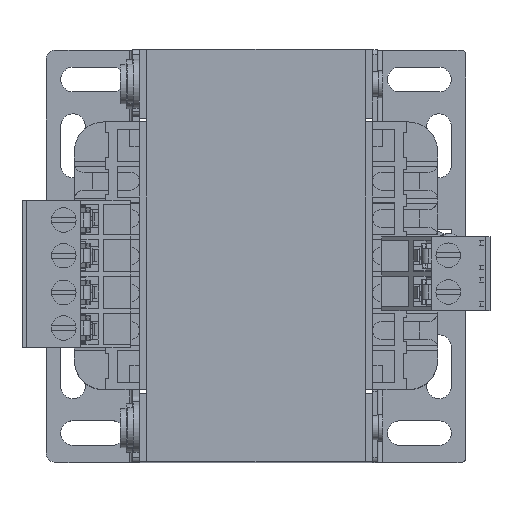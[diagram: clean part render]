
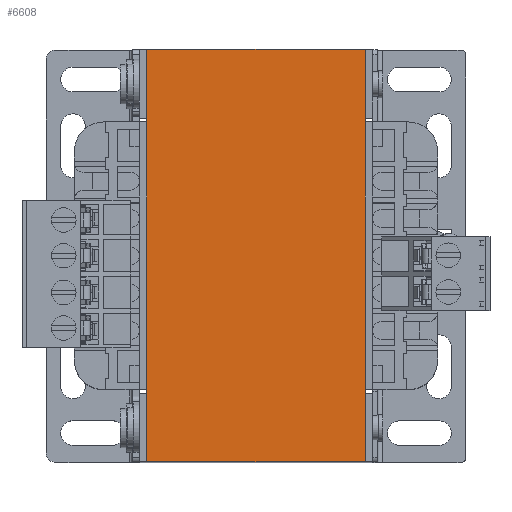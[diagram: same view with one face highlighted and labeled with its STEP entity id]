
A CAD part, top view. The second image highlights one B-rep face of the part: STEP entity #6608.
In plain terms, the highlighted planar face has unit normal (0, 0, -1).
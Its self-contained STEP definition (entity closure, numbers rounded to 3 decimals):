
#593=DIRECTION('',(0.,1.,0.));
#594=VECTOR('',#593,54.5);
#595=CARTESIAN_POINT('',(-22.25,-27.25,26.25));
#596=LINE('',#595,#594);
#597=DIRECTION('',(0.,1.,0.));
#598=VECTOR('',#597,14.75);
#599=CARTESIAN_POINT('',(-22.25,-42.,26.25));
#600=LINE('',#599,#598);
#601=DIRECTION('',(0.,-1.,0.));
#602=VECTOR('',#601,14.75);
#603=CARTESIAN_POINT('',(22.25,-27.25,26.25));
#604=LINE('',#603,#602);
#605=DIRECTION('',(0.,-1.,0.));
#606=VECTOR('',#605,54.5);
#607=CARTESIAN_POINT('',(22.25,27.25,26.25));
#608=LINE('',#607,#606);
#609=DIRECTION('',(0.,-1.,0.));
#610=VECTOR('',#609,14.75);
#611=CARTESIAN_POINT('',(22.25,42.,26.25));
#612=LINE('',#611,#610);
#613=DIRECTION('',(0.,1.,0.));
#614=VECTOR('',#613,14.75);
#615=CARTESIAN_POINT('',(-22.25,27.25,26.25));
#616=LINE('',#615,#614);
#629=DIRECTION('',(-1.,0.,0.));
#630=VECTOR('',#629,44.5);
#631=CARTESIAN_POINT('',(22.25,-42.,26.25));
#632=LINE('',#631,#630);
#649=DIRECTION('',(1.,0.,0.));
#650=VECTOR('',#649,44.5);
#651=CARTESIAN_POINT('',(-22.25,42.,26.25));
#652=LINE('',#651,#650);
#4488=CARTESIAN_POINT('',(-22.25,-27.25,26.25));
#4490=VERTEX_POINT('',#4488);
#4522=CARTESIAN_POINT('',(22.25,-27.25,26.25));
#4524=VERTEX_POINT('',#4522);
#4562=CARTESIAN_POINT('',(-22.25,27.25,26.25));
#4563=VERTEX_POINT('',#4562);
#4564=CARTESIAN_POINT('',(-22.25,42.,26.25));
#4565=VERTEX_POINT('',#4564);
#4570=CARTESIAN_POINT('',(-22.25,-42.,26.25));
#4571=VERTEX_POINT('',#4570);
#4606=CARTESIAN_POINT('',(22.25,27.25,26.25));
#4607=VERTEX_POINT('',#4606);
#4608=CARTESIAN_POINT('',(22.25,42.,26.25));
#4609=VERTEX_POINT('',#4608);
#4614=CARTESIAN_POINT('',(22.25,-42.,26.25));
#4615=VERTEX_POINT('',#4614);
#6590=CARTESIAN_POINT('',(0.,0.,26.25));
#6591=DIRECTION('',(0.,0.,1.));
#6592=DIRECTION('',(0.,-1.,0.));
#6593=AXIS2_PLACEMENT_3D('',#6590,#6591,#6592);
#6594=PLANE('',#6593);
#6595=ORIENTED_EDGE('',*,*,#6581,.F.);
#6596=ORIENTED_EDGE('',*,*,#5858,.F.);
#6598=ORIENTED_EDGE('',*,*,#6597,.F.);
#6599=ORIENTED_EDGE('',*,*,#5985,.F.);
#6601=ORIENTED_EDGE('',*,*,#6600,.F.);
#6602=ORIENTED_EDGE('',*,*,#5993,.F.);
#6604=ORIENTED_EDGE('',*,*,#6603,.F.);
#6605=ORIENTED_EDGE('',*,*,#5850,.F.);
#6606=EDGE_LOOP('',(#6595,#6596,#6598,#6599,#6601,#6602,#6604,#6605));
#6607=FACE_OUTER_BOUND('',#6606,.F.);
#6608=ADVANCED_FACE('',(#6607),#6594,.F.);
#5850=EDGE_CURVE('',#4563,#4565,#616,.T.);
#5858=EDGE_CURVE('',#4571,#4490,#600,.T.);
#5985=EDGE_CURVE('',#4524,#4615,#604,.T.);
#5993=EDGE_CURVE('',#4609,#4607,#612,.T.);
#6581=EDGE_CURVE('',#4490,#4563,#596,.T.);
#6597=EDGE_CURVE('',#4615,#4571,#632,.T.);
#6600=EDGE_CURVE('',#4607,#4524,#608,.T.);
#6603=EDGE_CURVE('',#4565,#4609,#652,.T.);
